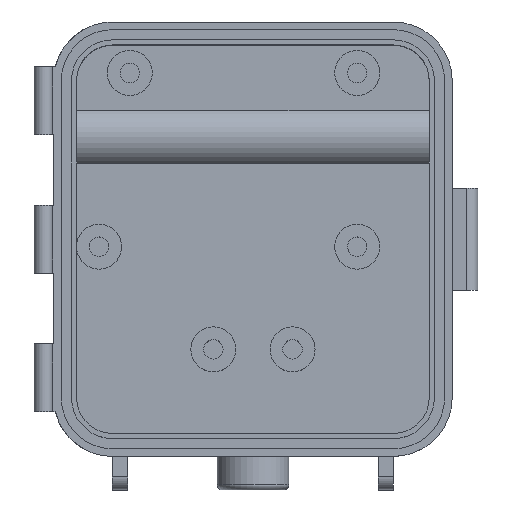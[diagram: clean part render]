
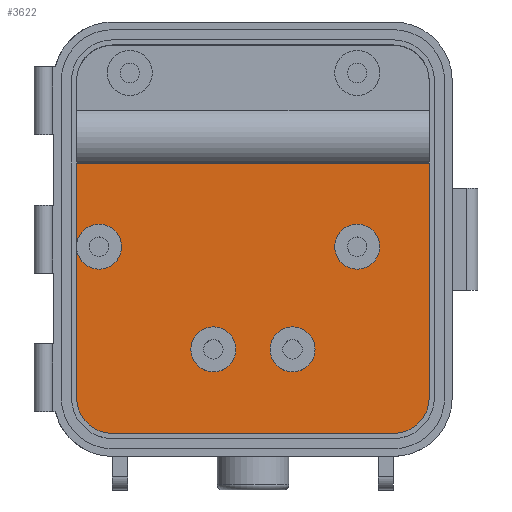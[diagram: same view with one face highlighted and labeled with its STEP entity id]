
A CAD part, top view. The second image highlights one B-rep face of the part: STEP entity #3622.
In plain terms, the highlighted planar face has unit normal (0, 0, 1).
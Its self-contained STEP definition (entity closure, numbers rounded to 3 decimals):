
#55=FACE_BOUND('',#525,.T.);
#56=FACE_BOUND('',#526,.T.);
#57=FACE_BOUND('',#527,.T.);
#108=PLANE('',#3984);
#307=FACE_OUTER_BOUND('',#524,.T.);
#524=EDGE_LOOP('',(#2955,#2956,#2957,#2958,#2959,#2960,#2961,#2962));
#525=EDGE_LOOP('',(#2963));
#526=EDGE_LOOP('',(#2964));
#527=EDGE_LOOP('',(#2965));
#819=LINE('',#6383,#1115);
#820=LINE('',#6386,#1116);
#825=LINE('',#6396,#1121);
#826=LINE('',#6399,#1122);
#827=LINE('',#6403,#1123);
#1115=VECTOR('',#4863,10.);
#1116=VECTOR('',#4866,10.);
#1121=VECTOR('',#4873,10.);
#1122=VECTOR('',#4876,10.);
#1123=VECTOR('',#4879,10.);
#1374=CIRCLE('',#3985,4.4);
#1375=CIRCLE('',#3986,7.);
#1376=CIRCLE('',#3987,7.);
#1377=CIRCLE('',#3988,4.4);
#1378=CIRCLE('',#3989,4.4);
#1379=CIRCLE('',#3990,4.4);
#1674=VERTEX_POINT('',#6377);
#1676=VERTEX_POINT('',#6381);
#1677=VERTEX_POINT('',#6385);
#1681=VERTEX_POINT('',#6395);
#1682=VERTEX_POINT('',#6398);
#1683=VERTEX_POINT('',#6400);
#1684=VERTEX_POINT('',#6402);
#1685=VERTEX_POINT('',#6405);
#1686=VERTEX_POINT('',#6407);
#1687=VERTEX_POINT('',#6409);
#2139=EDGE_CURVE('',#1674,#1676,#819,.T.);
#2140=EDGE_CURVE('',#1674,#1677,#820,.F.);
#2145=EDGE_CURVE('',#1681,#1676,#825,.F.);
#2146=EDGE_CURVE('',#1681,#1681,#1374,.T.);
#2147=EDGE_CURVE('',#1682,#1681,#826,.F.);
#2148=EDGE_CURVE('',#1683,#1682,#1375,.F.);
#2149=EDGE_CURVE('',#1684,#1683,#827,.F.);
#2150=EDGE_CURVE('',#1677,#1684,#1376,.F.);
#2151=EDGE_CURVE('',#1685,#1685,#1377,.T.);
#2152=EDGE_CURVE('',#1686,#1686,#1378,.T.);
#2153=EDGE_CURVE('',#1687,#1687,#1379,.T.);
#2955=ORIENTED_EDGE('',*,*,#2139,.T.);
#2956=ORIENTED_EDGE('',*,*,#2145,.F.);
#2957=ORIENTED_EDGE('',*,*,#2146,.T.);
#2958=ORIENTED_EDGE('',*,*,#2147,.F.);
#2959=ORIENTED_EDGE('',*,*,#2148,.F.);
#2960=ORIENTED_EDGE('',*,*,#2149,.F.);
#2961=ORIENTED_EDGE('',*,*,#2150,.F.);
#2962=ORIENTED_EDGE('',*,*,#2140,.F.);
#2963=ORIENTED_EDGE('',*,*,#2151,.T.);
#2964=ORIENTED_EDGE('',*,*,#2152,.T.);
#2965=ORIENTED_EDGE('',*,*,#2153,.T.);
#3622=ADVANCED_FACE('',(#307,#55,#56,#57),#108,.T.);
#3984=AXIS2_PLACEMENT_3D('',#6394,#4871,#4872);
#3985=AXIS2_PLACEMENT_3D('',#6397,#4874,#4875);
#3986=AXIS2_PLACEMENT_3D('',#6401,#4877,#4878);
#3987=AXIS2_PLACEMENT_3D('',#6404,#4880,#4881);
#3988=AXIS2_PLACEMENT_3D('',#6406,#4882,#4883);
#3989=AXIS2_PLACEMENT_3D('',#6408,#4884,#4885);
#3990=AXIS2_PLACEMENT_3D('',#6410,#4886,#4887);
#4863=DIRECTION('',(-1.,0.,0.));
#4866=DIRECTION('',(0.,1.,0.));
#4871=DIRECTION('center_axis',(0.,0.,1.));
#4872=DIRECTION('ref_axis',(1.,0.,0.));
#4873=DIRECTION('',(0.,-1.,0.));
#4874=DIRECTION('center_axis',(0.,0.,-1.));
#4875=DIRECTION('ref_axis',(1.,0.,0.));
#4876=DIRECTION('',(0.,-1.,0.));
#4877=DIRECTION('center_axis',(0.,0.,1.));
#4878=DIRECTION('ref_axis',(-1.,0.,0.));
#4879=DIRECTION('',(1.,0.,0.));
#4880=DIRECTION('center_axis',(0.,0.,1.));
#4881=DIRECTION('ref_axis',(0.,-1.,0.));
#4882=DIRECTION('center_axis',(0.,0.,-1.));
#4883=DIRECTION('ref_axis',(1.,0.,0.));
#4884=DIRECTION('center_axis',(0.,0.,-1.));
#4885=DIRECTION('ref_axis',(1.,0.,0.));
#4886=DIRECTION('center_axis',(0.,0.,-1.));
#4887=DIRECTION('ref_axis',(1.,0.,0.));
#6377=CARTESIAN_POINT('',(34.5,14.804,-39.));
#6381=CARTESIAN_POINT('',(-34.5,14.804,-39.));
#6383=CARTESIAN_POINT('',(0.,14.804,-39.));
#6385=CARTESIAN_POINT('',(34.5,-31.,-39.));
#6386=CARTESIAN_POINT('',(34.5,-15.5,-39.));
#6394=CARTESIAN_POINT('Origin',(0.,0.,-39.));
#6395=CARTESIAN_POINT('',(-34.5,-1.4,-39.));
#6396=CARTESIAN_POINT('',(-34.5,15.5,-39.));
#6397=CARTESIAN_POINT('Origin',(-30.1,-1.4,-39.));
#6398=CARTESIAN_POINT('',(-34.5,-31.,-39.));
#6399=CARTESIAN_POINT('',(-34.5,15.5,-39.));
#6400=CARTESIAN_POINT('',(-27.5,-38.,-39.));
#6401=CARTESIAN_POINT('Origin',(-27.5,-31.,-39.));
#6402=CARTESIAN_POINT('',(27.5,-38.,-39.));
#6403=CARTESIAN_POINT('',(-13.75,-38.,-39.));
#6404=CARTESIAN_POINT('Origin',(27.5,-31.,-39.));
#6405=CARTESIAN_POINT('',(-12.15,-21.5,-39.));
#6406=CARTESIAN_POINT('Origin',(-7.75,-21.5,-39.));
#6407=CARTESIAN_POINT('',(16.,-1.4,-39.));
#6408=CARTESIAN_POINT('Origin',(20.4,-1.4,-39.));
#6409=CARTESIAN_POINT('',(3.35,-21.5,-39.));
#6410=CARTESIAN_POINT('Origin',(7.75,-21.5,-39.));
